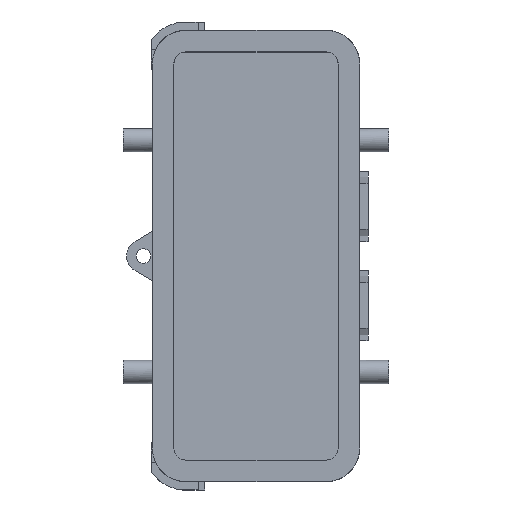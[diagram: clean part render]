
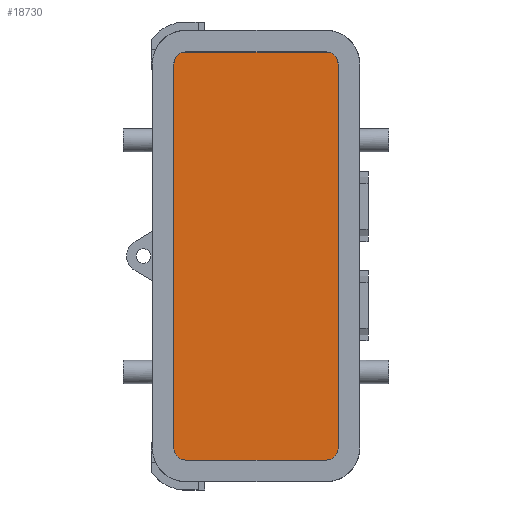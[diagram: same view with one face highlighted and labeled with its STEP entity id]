
A CAD part, top view. The second image highlights one B-rep face of the part: STEP entity #18730.
In plain terms, the highlighted planar face has unit normal (0, 0, 1).
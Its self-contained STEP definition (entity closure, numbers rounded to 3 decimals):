
#11050=CARTESIAN_POINT('',(-17.002,6.001,
-9.5));
#11060=VERTEX_POINT('',#11050);
#11220=CARTESIAN_POINT('',(-14.5,8.504,
-9.5));
#11230=VERTEX_POINT('',#11220);
#11260=CARTESIAN_POINT('',(-14.5,6.001,-9.5));
#11270=DIRECTION('',(0.,0.,1.));
#11280=DIRECTION('',(1.,0.,0.));
#11290=AXIS2_PLACEMENT_3D('',#11260,#11270,#11280);
#11300=CIRCLE('',#11290,2.502);
#11310=EDGE_CURVE('',#11230,#11060,#11300,.T.);
#13790=CARTESIAN_POINT('',(14.5,8.504,
-9.5));
#13800=VERTEX_POINT('',#13790);
#13960=CARTESIAN_POINT('',(17.002,6.001,
-9.5));
#13970=VERTEX_POINT('',#13960);
#14000=CARTESIAN_POINT('',(14.5,6.001,
-9.5));
#14010=DIRECTION('',(0.,0.,1.));
#14020=DIRECTION('',(1.,0.,0.));
#14030=AXIS2_PLACEMENT_3D('',#14000,#14010,#14020);
#14040=CIRCLE('',#14030,2.502);
#14050=EDGE_CURVE('',#13970,#13800,#14040,.T.);
#14860=CARTESIAN_POINT('',(-17.002,0.,-9.5));
#14870=DIRECTION('',(0.,1.,0.));
#14880=VECTOR('',#14870,1.);
#14890=LINE('',#14860,#14880);
#14900=CARTESIAN_POINT('',(-17.002,-73.499,
-9.5));
#14910=VERTEX_POINT('',#14900);
#14920=EDGE_CURVE('',#14910,#11060,#14890,.T.);
#18250=CARTESIAN_POINT('',(18.389,-6.758,
-9.5));
#18260=DIRECTION('',(0.,0.,-1.));
#18270=DIRECTION('',(1.,0.,0.));
#18280=AXIS2_PLACEMENT_3D('',#18250,#18260,#18270);
#18290=PLANE('',#18280);
#18300=ORIENTED_EDGE('',*,*,#11310,.T.);
#18310=CARTESIAN_POINT('',(0.,8.504,-9.5));
#18320=DIRECTION('',(1.,0.,0.));
#18330=VECTOR('',#18320,1.);
#18340=LINE('',#18310,#18330);
#18350=EDGE_CURVE('',#11230,#13800,#18340,.T.);
#18360=ORIENTED_EDGE('',*,*,#18350,.F.);
#18370=ORIENTED_EDGE('',*,*,#14050,.T.);
#18380=CARTESIAN_POINT('',(17.002,0.,-9.5));
#18390=DIRECTION('',(0.,-1.,0.));
#18400=VECTOR('',#18390,1.);
#18410=LINE('',#18380,#18400);
#18420=CARTESIAN_POINT('',(17.002,-73.499,
-9.5));
#18430=VERTEX_POINT('',#18420);
#18440=EDGE_CURVE('',#13970,#18430,#18410,.T.);
#18450=ORIENTED_EDGE('',*,*,#18440,.F.);
#18460=CARTESIAN_POINT('',(14.5,-73.499,
-9.5));
#18470=DIRECTION('',(0.,0.,-1.));
#18480=DIRECTION('',(1.,0.,0.));
#18490=AXIS2_PLACEMENT_3D('',#18460,#18470,#18480);
#18500=CIRCLE('',#18490,2.502);
#18510=CARTESIAN_POINT('',(14.5,-76.001,
-9.5));
#18520=VERTEX_POINT('',#18510);
#18530=EDGE_CURVE('',#18430,#18520,#18500,.T.);
#18540=ORIENTED_EDGE('',*,*,#18530,.F.);
#18550=CARTESIAN_POINT('',(0.,-76.001,-9.5));
#18560=DIRECTION('',(1.,0.,0.));
#18570=VECTOR('',#18560,1.);
#18580=LINE('',#18550,#18570);
#18590=CARTESIAN_POINT('',(-14.5,-76.001,
-9.5));
#18600=VERTEX_POINT('',#18590);
#18610=EDGE_CURVE('',#18600,#18520,#18580,.T.);
#18620=ORIENTED_EDGE('',*,*,#18610,.T.);
#18630=CARTESIAN_POINT('',(-14.5,-73.499,
-9.5));
#18640=DIRECTION('',(0.,0.,-1.));
#18650=DIRECTION('',(1.,0.,0.));
#18660=AXIS2_PLACEMENT_3D('',#18630,#18640,#18650);
#18670=CIRCLE('',#18660,2.502);
#18680=EDGE_CURVE('',#18600,#14910,#18670,.T.);
#18690=ORIENTED_EDGE('',*,*,#18680,.F.);
#18700=ORIENTED_EDGE('',*,*,#14920,.F.);
#18710=EDGE_LOOP('',(#18700,#18690,#18620,#18540,#18450,#18370,#18360,
#18300));
#18720=FACE_OUTER_BOUND('',#18710,.T.);
#18730=ADVANCED_FACE('',(#18720),#18290,.F.);
